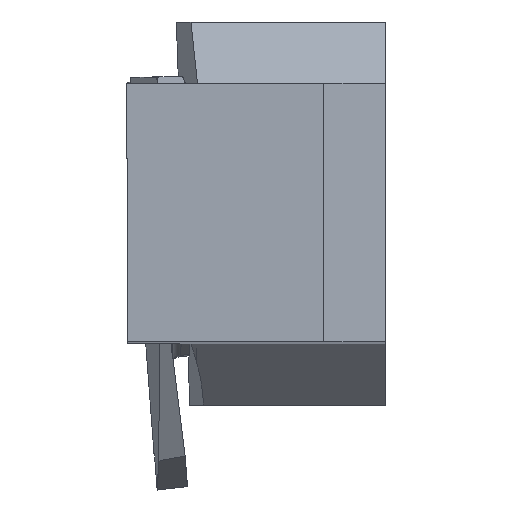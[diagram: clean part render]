
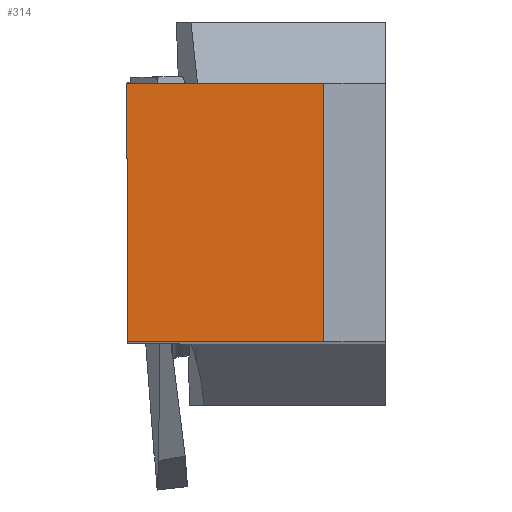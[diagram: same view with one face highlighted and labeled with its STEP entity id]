
A CAD part, top view. The second image highlights one B-rep face of the part: STEP entity #314.
In plain terms, the highlighted planar face has unit normal (0, 0, 1).
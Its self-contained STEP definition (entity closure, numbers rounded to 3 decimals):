
#314=ADVANCED_FACE('BLANK_BOXF006',(#495),#436,.F.);
#436=PLANE('',#2279);
#495=FACE_OUTER_BOUND('',#617,.T.);
#617=EDGE_LOOP('',(#768,#769,#770,#771));
#768=ORIENTED_EDGE('',*,*,#1587,.T.);
#769=ORIENTED_EDGE('',*,*,#1588,.T.);
#770=ORIENTED_EDGE('',*,*,#1589,.F.);
#771=ORIENTED_EDGE('',*,*,#1590,.F.);
#1390=VERTEX_POINT('',#3107);
#1391=VERTEX_POINT('',#3108);
#1392=VERTEX_POINT('',#3110);
#1393=VERTEX_POINT('',#3112);
#1587=EDGE_CURVE('',#1390,#1391,#1899,.T.);
#1588=EDGE_CURVE('',#1391,#1392,#1900,.T.);
#1589=EDGE_CURVE('',#1393,#1392,#1901,.T.);
#1590=EDGE_CURVE('',#1390,#1393,#1902,.T.);
#1899=LINE('',#3106,#2063);
#1900=LINE('',#3109,#2064);
#1901=LINE('',#3111,#2065);
#1902=LINE('',#3113,#2066);
#2063=VECTOR('',#2517,1.);
#2064=VECTOR('',#2518,1.);
#2065=VECTOR('',#2519,1.);
#2066=VECTOR('',#2520,1.);
#2279=AXIS2_PLACEMENT_3D('',#3114,#2521,#2522);
#2517=DIRECTION('',(1.,0.,0.));
#2518=DIRECTION('',(0.,1.,0.));
#2519=DIRECTION('',(1.,0.,0.));
#2520=DIRECTION('',(-0.004,1.,0.));
#2521=DIRECTION('',(0.,0.,-1.));
#2522=DIRECTION('',(1.,0.,0.));
#3106=CARTESIAN_POINT('',(-12.775,0.,0.));
#3107=CARTESIAN_POINT('',(0.055,0.,0.));
#3108=CARTESIAN_POINT('',(9.625,0.,0.));
#3109=CARTESIAN_POINT('',(9.625,15.7,0.));
#3110=CARTESIAN_POINT('',(9.625,12.625,0.));
#3111=CARTESIAN_POINT('',(-12.775,12.625,0.));
#3112=CARTESIAN_POINT('',(0.,12.625,0.));
#3113=CARTESIAN_POINT('',(-0.014,15.726,0.));
#3114=CARTESIAN_POINT('',(-6.,15.7,0.));
